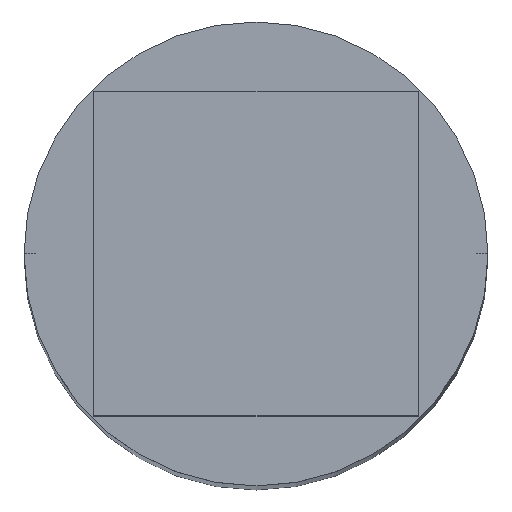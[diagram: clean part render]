
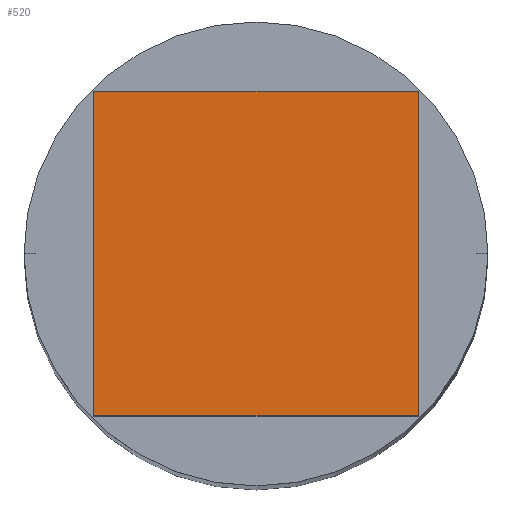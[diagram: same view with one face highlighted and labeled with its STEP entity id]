
A CAD part, top view. The second image highlights one B-rep face of the part: STEP entity #520.
In plain terms, the highlighted planar face has unit normal (0, 0, 1).
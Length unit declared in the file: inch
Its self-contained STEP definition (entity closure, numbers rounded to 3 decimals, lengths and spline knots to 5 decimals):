
#431=CARTESIAN_POINT('',(0.4375,-0.4375,7.4375));
#432=VERTEX_POINT('',#431);
#433=CARTESIAN_POINT('',(-0.4375,-0.4375,7.4375));
#434=VERTEX_POINT('',#433);
#435=CARTESIAN_POINT('',(0.4375,-0.4375,7.4375));
#436=DIRECTION('',(-1.0,0.0,0.0));
#437=VECTOR('',#436,0.875);
#438=LINE('',#435,#437);
#439=EDGE_CURVE('',#432,#434,#438,.T.);
#472=CARTESIAN_POINT('',(-0.4375,0.4375,7.4375));
#473=VERTEX_POINT('',#472);
#474=CARTESIAN_POINT('',(-0.4375,-0.4375,7.4375));
#475=DIRECTION('',(0.0,1.0,0.0));
#476=VECTOR('',#475,0.875);
#477=LINE('',#474,#476);
#478=EDGE_CURVE('',#434,#473,#477,.T.);
#497=CARTESIAN_POINT('',(0.0,0.0,7.4375));
#498=DIRECTION('',(0.0,0.0,1.0));
#499=DIRECTION('',(1.0,0.0,0.0));
#500=AXIS2_PLACEMENT_3D('',#497,#498,#499);
#501=PLANE('',#500);
#502=ORIENTED_EDGE('',*,*,#439,.F.);
#503=CARTESIAN_POINT('',(0.4375,0.4375,7.4375));
#504=VERTEX_POINT('',#503);
#505=CARTESIAN_POINT('',(0.4375,0.4375,7.4375));
#506=DIRECTION('',(0.0,-1.0,0.0));
#507=VECTOR('',#506,0.875);
#508=LINE('',#505,#507);
#509=EDGE_CURVE('',#504,#432,#508,.T.);
#510=ORIENTED_EDGE('',*,*,#509,.F.);
#511=CARTESIAN_POINT('',(-0.4375,0.4375,7.4375));
#512=DIRECTION('',(1.0,0.0,0.0));
#513=VECTOR('',#512,0.875);
#514=LINE('',#511,#513);
#515=EDGE_CURVE('',#473,#504,#514,.T.);
#516=ORIENTED_EDGE('',*,*,#515,.F.);
#517=ORIENTED_EDGE('',*,*,#478,.F.);
#518=EDGE_LOOP('',(#502,#510,#516,#517));
#519=FACE_OUTER_BOUND('',#518,.T.);
#520=ADVANCED_FACE('',(#519),#501,.T.);
